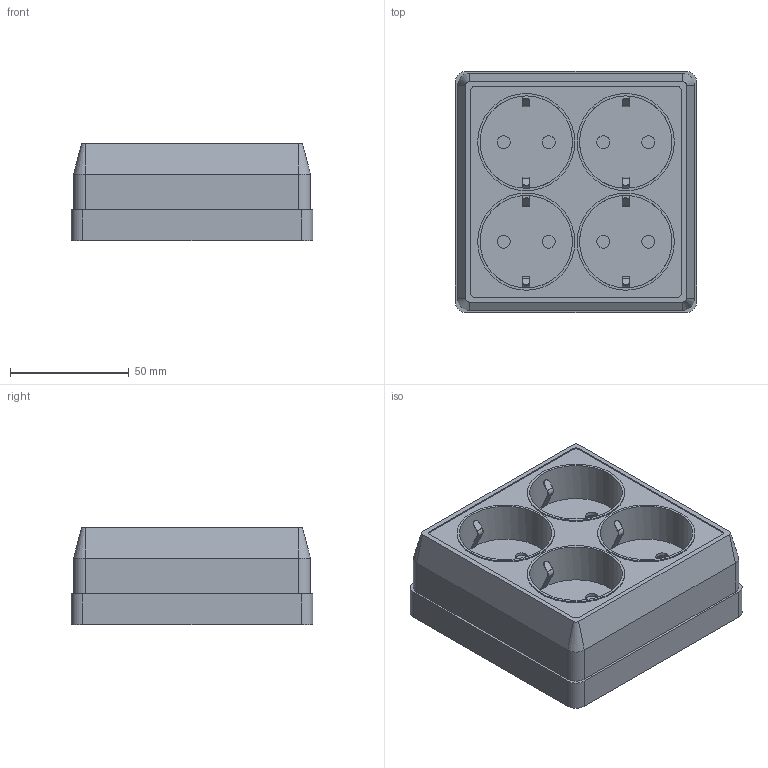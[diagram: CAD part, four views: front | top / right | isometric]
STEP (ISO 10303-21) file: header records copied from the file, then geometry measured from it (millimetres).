
FILE_DESCRIPTION (( 'STEP AP203' ), '1' );
FILE_NAME ('ERO41-K01-16-DC ÐÑ24-3-ÎÁ Ðîçåòêà 4ìåñòí. ñ çê 16À îòêð.óñò. ÎÊÒÀÂÀ (áåëûé).STEP', '2016-12-07T10:55:24', ( '' ), ( '' ), 'SwSTEP 2.0', 'SolidWorks 2014', '' );
FILE_SCHEMA (( 'CONFIG_CONTROL_DESIGN' ));
Length unit declared in the file: millimetre
Products named in the file (1): ERO41-K01-16-DC ÐÑ24-3-ÎÁ Ðîçåòêà 4ìåñòí. ñ çê 16À îòêð.óñò. ÎÊÒÀÂÀ (áåëûé)
Bounding box: 102 x 102 x 41 mm (x, y, z)
Volume: 65862.3 mm3; surface area: 86498.7 mm2
Topology: 1 solids, 1 shells, 199 faces, 529 edges, 349 vertices
Faces by surface type: plane 107, cylinder 84, cone 8
Full cylindrical faces by diameter (mm): 5.5 x8, 39 x4, 41 x4, 41.8 x4
Entity records: 6155 total; most frequent: CARTESIAN_POINT 1088, DIRECTION 1064, ORIENTED_EDGE 1000, EDGE_CURVE 500, AXIS2_PLACEMENT_3D 380, VERTEX_POINT 340, VECTOR 304, LINE 304
